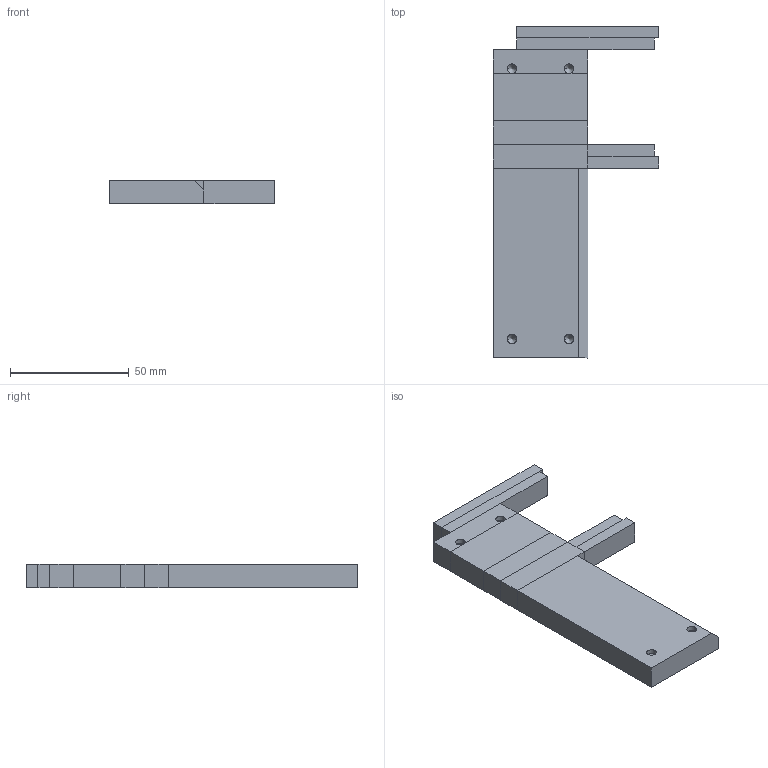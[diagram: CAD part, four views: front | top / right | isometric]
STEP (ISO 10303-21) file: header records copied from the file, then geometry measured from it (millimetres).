
FILE_DESCRIPTION(/* description */ (''),/* implementation_level */ '2;1');
FILE_NAME(/* name */ 'STE9AE9',/* time_stamp */ '2025-05-18T21:00:32+08:00',/* author */ (''),/* organization */ (''),/* preprocessor_version */ 'ST-DEVELOPER v16.5',/* originating_system */ '',/* authorisation */ '');
FILE_SCHEMA (('CONFIG_CONTROL_DESIGN'));
Length unit declared in the file: millimetre
Products named in the file (1): Document
Bounding box: 70 x 140 x 10 mm (x, y, z)
Volume: 59964 mm3; surface area: 16882.4 mm2
Topology: 1 solids, 1 shells, 68 faces, 161 edges, 89 vertices
Faces by surface type: bspline 68
Entity records: 3587 total; most frequent: CARTESIAN_POINT 1643, B_SPLINE_CURVE_WITH_KNOTS 307, ORIENTED_EDGE 306, PCURVE 306, DEFINITIONAL_REPRESENTATION 306, SURFACE_CURVE 153, EDGE_CURVE 153, VERTEX_POINT 89
